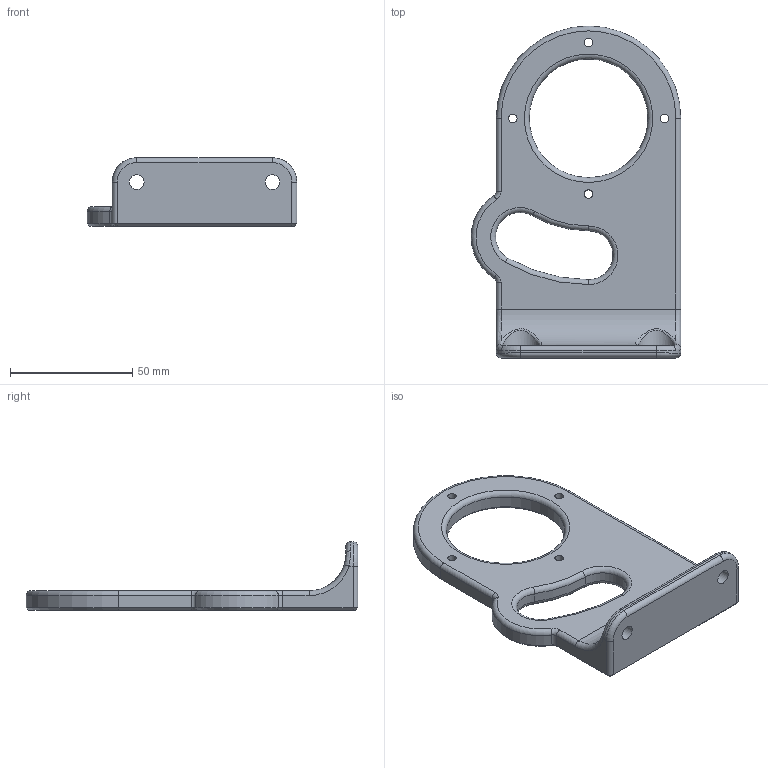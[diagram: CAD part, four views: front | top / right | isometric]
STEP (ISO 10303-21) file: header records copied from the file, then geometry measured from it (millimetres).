
FILE_DESCRIPTION( ( '' ), ' ' );
FILE_NAME( '5afb14ab0a6af411d95491ed.step', '2018-05-15T17:11:08', ( '' ), ( '' ), ' ', ' ', ' ' );
FILE_SCHEMA( ( 'AUTOMOTIVE_DESIGN { 1 0 10303 214 1 1 1 1 }' ) );
Length unit declared in the file: metre
Products named in the file (1): Part 1
Bounding box: 85.75 x 135.75 x 28 mm (x, y, z)
Volume: 65953.1 mm3; surface area: 21736.9 mm2
Topology: 1 solids, 1 shells, 69 faces, 165 edges, 98 vertices
Faces by surface type: cylinder 27, torus 19, plane 12, cone 7, bspline 4
Full cylindrical faces by diameter (mm): 3.5 x4, 6 x2, 48.5 x1
Entity records: 4847 total; most frequent: CARTESIAN_POINT 2661, DIRECTION 364, ORIENTED_EDGE 312, AXIS2_PLACEMENT_3D 158, EDGE_CURVE 156, VERTEX_POINT 98, EDGE_LOOP 94, CIRCLE 92
